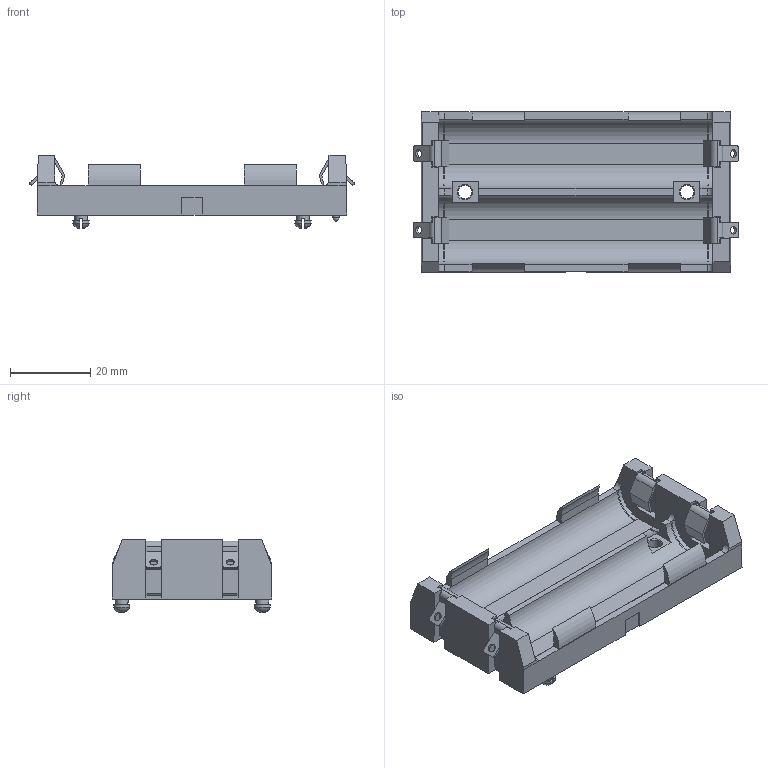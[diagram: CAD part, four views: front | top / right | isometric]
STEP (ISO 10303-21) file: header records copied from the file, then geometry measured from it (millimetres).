
FILE_DESCRIPTION(/* description */ ('Unknown'),/* implementation_level */ '2;1');
FILE_NAME(/* name */ '1047',/* time_stamp */ '2023-05-10T10:11:50+02:00',/* author */ ('Unknown'),/* organization */ ('Unknown'),/* preprocessor_version */ 'ST-DEVELOPER v18.102',/* originating_system */ 'Solid Edge',/* authorisation */ 'Unknown');
FILE_SCHEMA (('AUTOMOTIVE_DESIGN {1 0 10303 214 3 1 1}'));
Length unit declared in the file: millimetre
Products named in the file (1): 1047
Bounding box: 80.99 x 39.8 x 18.25 mm (x, y, z)
Volume: 11857.7 mm3; surface area: 12139.2 mm2
Topology: 1 solids, 1 shells, 285 faces, 794 edges, 514 vertices
Faces by surface type: plane 203, cylinder 67, bspline 8, torus 5, cone 2
Full cylindrical faces by diameter (mm): 1.57 x1, 2 x4, 3.166 x2, 3.345 x2
Entity records: 11049 total; most frequent: CARTESIAN_POINT 1700, ORIENTED_EDGE 1546, DIRECTION 1504, EDGE_CURVE 773, LINE 574, VECTOR 574, VERTEX_POINT 505, AXIS2_PLACEMENT_3D 465
